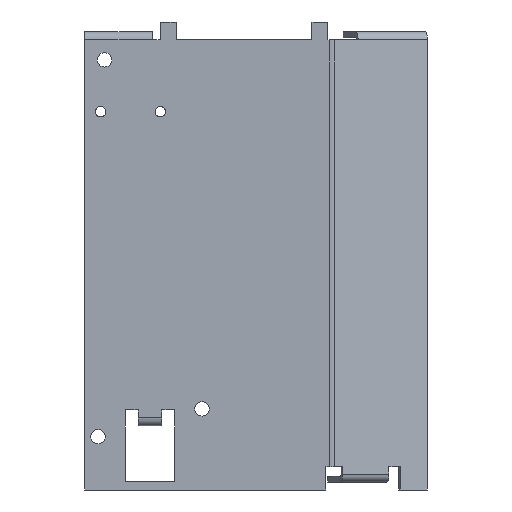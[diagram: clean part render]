
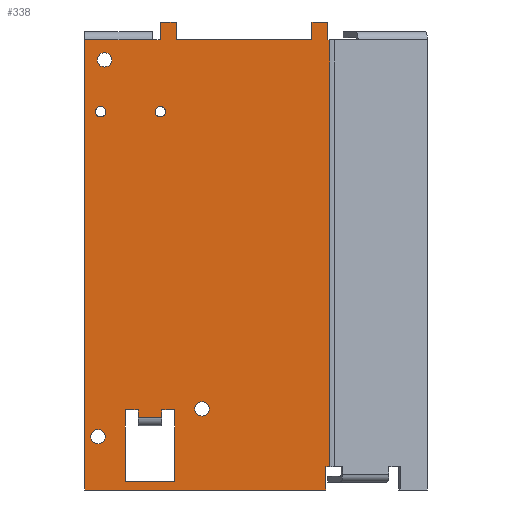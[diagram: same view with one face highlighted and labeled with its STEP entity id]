
A CAD part, front view. The second image highlights one B-rep face of the part: STEP entity #338.
In plain terms, the highlighted planar face has unit normal (0, -1, 0).
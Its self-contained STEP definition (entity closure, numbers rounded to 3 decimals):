
#261=FACE_BOUND('',#499,.T.);
#262=FACE_BOUND('',#500,.T.);
#263=FACE_BOUND('',#501,.T.);
#264=FACE_BOUND('',#502,.T.);
#265=FACE_BOUND('',#503,.T.);
#266=FACE_BOUND('',#504,.T.);
#267=FACE_BOUND('',#505,.T.);
#305=CIRCLE('',#1493,1.8);
#306=CIRCLE('',#1494,1.3);
#307=CIRCLE('',#1495,1.3);
#308=CIRCLE('',#1496,1.8);
#309=CIRCLE('',#1497,1.8);
#338=ADVANCED_FACE('',(#261,#262,#263,#264,#265,#266,#267),#401,.T.);
#401=PLANE('',#1498);
#499=EDGE_LOOP('',(#632,#633,#634,#635,#636,#637,#638,#639,#640,#641,#642,
#643,#644,#645,#646));
#500=EDGE_LOOP('',(#647));
#501=EDGE_LOOP('',(#648));
#502=EDGE_LOOP('',(#649));
#503=EDGE_LOOP('',(#650));
#504=EDGE_LOOP('',(#651));
#505=EDGE_LOOP('',(#652,#653,#654,#655,#656,#657,#658,#659));
#632=ORIENTED_EDGE('',*,*,#1042,.F.);
#633=ORIENTED_EDGE('',*,*,#1089,.F.);
#634=ORIENTED_EDGE('',*,*,#1090,.F.);
#635=ORIENTED_EDGE('',*,*,#1091,.F.);
#636=ORIENTED_EDGE('',*,*,#1036,.F.);
#637=ORIENTED_EDGE('',*,*,#1092,.F.);
#638=ORIENTED_EDGE('',*,*,#1084,.F.);
#639=ORIENTED_EDGE('',*,*,#1093,.F.);
#640=ORIENTED_EDGE('',*,*,#1094,.T.);
#641=ORIENTED_EDGE('',*,*,#1095,.T.);
#642=ORIENTED_EDGE('',*,*,#1096,.F.);
#643=ORIENTED_EDGE('',*,*,#1097,.F.);
#644=ORIENTED_EDGE('',*,*,#1098,.F.);
#645=ORIENTED_EDGE('',*,*,#1099,.F.);
#646=ORIENTED_EDGE('',*,*,#1100,.F.);
#647=ORIENTED_EDGE('',*,*,#1101,.T.);
#648=ORIENTED_EDGE('',*,*,#1102,.T.);
#649=ORIENTED_EDGE('',*,*,#1103,.T.);
#650=ORIENTED_EDGE('',*,*,#1104,.F.);
#651=ORIENTED_EDGE('',*,*,#1105,.F.);
#652=ORIENTED_EDGE('',*,*,#1106,.F.);
#653=ORIENTED_EDGE('',*,*,#1107,.F.);
#654=ORIENTED_EDGE('',*,*,#1108,.F.);
#655=ORIENTED_EDGE('',*,*,#1109,.F.);
#656=ORIENTED_EDGE('',*,*,#1110,.F.);
#657=ORIENTED_EDGE('',*,*,#1111,.F.);
#658=ORIENTED_EDGE('',*,*,#1112,.F.);
#659=ORIENTED_EDGE('',*,*,#1113,.F.);
#918=VERTEX_POINT('',#1920);
#919=VERTEX_POINT('',#1921);
#924=VERTEX_POINT('',#1932);
#925=VERTEX_POINT('',#1934);
#963=VERTEX_POINT('',#2017);
#964=VERTEX_POINT('',#2019);
#968=VERTEX_POINT('',#2029);
#969=VERTEX_POINT('',#2031);
#970=VERTEX_POINT('',#2035);
#971=VERTEX_POINT('',#2037);
#972=VERTEX_POINT('',#2039);
#973=VERTEX_POINT('',#2041);
#974=VERTEX_POINT('',#2043);
#975=VERTEX_POINT('',#2045);
#976=VERTEX_POINT('',#2047);
#977=VERTEX_POINT('',#2050);
#978=VERTEX_POINT('',#2052);
#979=VERTEX_POINT('',#2054);
#980=VERTEX_POINT('',#2056);
#981=VERTEX_POINT('',#2058);
#982=VERTEX_POINT('',#2060);
#983=VERTEX_POINT('',#2061);
#984=VERTEX_POINT('',#2063);
#985=VERTEX_POINT('',#2065);
#986=VERTEX_POINT('',#2067);
#987=VERTEX_POINT('',#2069);
#988=VERTEX_POINT('',#2071);
#989=VERTEX_POINT('',#2073);
#1036=EDGE_CURVE('',#918,#919,#1207,.T.);
#1042=EDGE_CURVE('',#924,#925,#1213,.T.);
#1084=EDGE_CURVE('',#963,#964,#1247,.T.);
#1089=EDGE_CURVE('',#968,#924,#1251,.T.);
#1090=EDGE_CURVE('',#969,#968,#1252,.T.);
#1091=EDGE_CURVE('',#919,#969,#1253,.T.);
#1092=EDGE_CURVE('',#964,#918,#1254,.T.);
#1093=EDGE_CURVE('',#970,#963,#1255,.T.);
#1094=EDGE_CURVE('',#970,#971,#1256,.T.);
#1095=EDGE_CURVE('',#971,#972,#1257,.T.);
#1096=EDGE_CURVE('',#973,#972,#1258,.T.);
#1097=EDGE_CURVE('',#974,#973,#1259,.T.);
#1098=EDGE_CURVE('',#975,#974,#1260,.T.);
#1099=EDGE_CURVE('',#976,#975,#1261,.T.);
#1100=EDGE_CURVE('',#925,#976,#1262,.T.);
#1101=EDGE_CURVE('',#977,#977,#305,.T.);
#1102=EDGE_CURVE('',#978,#978,#306,.T.);
#1103=EDGE_CURVE('',#979,#979,#307,.T.);
#1104=EDGE_CURVE('',#980,#980,#308,.T.);
#1105=EDGE_CURVE('',#981,#981,#309,.T.);
#1106=EDGE_CURVE('',#982,#983,#1263,.T.);
#1107=EDGE_CURVE('',#984,#982,#1264,.T.);
#1108=EDGE_CURVE('',#985,#984,#1265,.T.);
#1109=EDGE_CURVE('',#986,#985,#1266,.T.);
#1110=EDGE_CURVE('',#987,#986,#1267,.T.);
#1111=EDGE_CURVE('',#988,#987,#1268,.T.);
#1112=EDGE_CURVE('',#989,#988,#1269,.T.);
#1113=EDGE_CURVE('',#983,#989,#1270,.T.);
#1207=LINE('',#1919,#1342);
#1213=LINE('',#1933,#1348);
#1247=LINE('',#2018,#1382);
#1251=LINE('',#2028,#1386);
#1252=LINE('',#2030,#1387);
#1253=LINE('',#2032,#1388);
#1254=LINE('',#2033,#1389);
#1255=LINE('',#2034,#1390);
#1256=LINE('',#2036,#1391);
#1257=LINE('',#2038,#1392);
#1258=LINE('',#2040,#1393);
#1259=LINE('',#2042,#1394);
#1260=LINE('',#2044,#1395);
#1261=LINE('',#2046,#1396);
#1262=LINE('',#2048,#1397);
#1263=LINE('',#2059,#1398);
#1264=LINE('',#2062,#1399);
#1265=LINE('',#2064,#1400);
#1266=LINE('',#2066,#1401);
#1267=LINE('',#2068,#1402);
#1268=LINE('',#2070,#1403);
#1269=LINE('',#2072,#1404);
#1270=LINE('',#2074,#1405);
#1342=VECTOR('',#1581,1.);
#1348=VECTOR('',#1589,1.);
#1382=VECTOR('',#1647,1.);
#1386=VECTOR('',#1655,1.);
#1387=VECTOR('',#1656,1.);
#1388=VECTOR('',#1657,1.);
#1389=VECTOR('',#1658,1.);
#1390=VECTOR('',#1659,1.);
#1391=VECTOR('',#1660,1.);
#1392=VECTOR('',#1661,1.);
#1393=VECTOR('',#1662,1.);
#1394=VECTOR('',#1663,1.);
#1395=VECTOR('',#1664,1.);
#1396=VECTOR('',#1665,1.);
#1397=VECTOR('',#1666,1.);
#1398=VECTOR('',#1677,1.);
#1399=VECTOR('',#1678,1.);
#1400=VECTOR('',#1679,1.);
#1401=VECTOR('',#1680,1.);
#1402=VECTOR('',#1681,1.);
#1403=VECTOR('',#1682,1.);
#1404=VECTOR('',#1683,1.);
#1405=VECTOR('',#1684,1.);
#1493=AXIS2_PLACEMENT_3D('',#2049,#1667,#1668);
#1494=AXIS2_PLACEMENT_3D('',#2051,#1669,#1670);
#1495=AXIS2_PLACEMENT_3D('',#2053,#1671,#1672);
#1496=AXIS2_PLACEMENT_3D('',#2055,#1673,#1674);
#1497=AXIS2_PLACEMENT_3D('',#2057,#1675,#1676);
#1498=AXIS2_PLACEMENT_3D('',#2075,#1685,#1686);
#1581=DIRECTION('',(1.,0.,0.));
#1589=DIRECTION('',(1.,0.,0.));
#1647=DIRECTION('',(0.,0.,1.));
#1655=DIRECTION('',(0.,0.,-1.));
#1656=DIRECTION('',(1.,0.,0.));
#1657=DIRECTION('',(0.,0.,1.));
#1658=DIRECTION('',(1.,0.,0.));
#1659=DIRECTION('',(-1.,0.,0.));
#1660=DIRECTION('',(0.,0.,1.));
#1661=DIRECTION('',(1.,0.,0.));
#1662=DIRECTION('',(0.,0.,-1.));
#1663=DIRECTION('',(1.,0.,0.));
#1664=DIRECTION('',(0.,0.,-1.));
#1665=DIRECTION('',(1.,0.,0.));
#1666=DIRECTION('',(0.,0.,1.));
#1667=DIRECTION('',(0.,1.,0.));
#1668=DIRECTION('',(0.,0.,1.));
#1669=DIRECTION('',(0.,1.,0.));
#1670=DIRECTION('',(0.,0.,1.));
#1671=DIRECTION('',(0.,1.,0.));
#1672=DIRECTION('',(0.,0.,1.));
#1673=DIRECTION('',(0.,-1.,0.));
#1674=DIRECTION('',(0.,0.,-1.));
#1675=DIRECTION('',(0.,-1.,0.));
#1676=DIRECTION('',(0.,0.,-1.));
#1677=DIRECTION('',(0.,0.,1.));
#1678=DIRECTION('',(-1.,0.,0.));
#1679=DIRECTION('',(0.,0.,-1.));
#1680=DIRECTION('',(-1.,0.,0.));
#1681=DIRECTION('',(0.,0.,1.));
#1682=DIRECTION('',(1.,0.,0.));
#1683=DIRECTION('',(0.,0.,-1.));
#1684=DIRECTION('',(-1.,0.,0.));
#1685=DIRECTION('',(0.,-1.,0.));
#1686=DIRECTION('',(0.,0.,-1.));
#1919=CARTESIAN_POINT('',(23.502,0.,111.));
#1920=CARTESIAN_POINT('',(15.5,0.,111.));
#1921=CARTESIAN_POINT('',(17.5,0.,111.));
#1932=CARTESIAN_POINT('',(21.5,0.,111.));
#1933=CARTESIAN_POINT('',(23.502,0.,111.));
#1934=CARTESIAN_POINT('',(55.5,0.,111.));
#2017=CARTESIAN_POINT('',(-1.5,0.,-1.8));
#2018=CARTESIAN_POINT('',(-1.5,0.,0.));
#2019=CARTESIAN_POINT('',(-1.5,0.,111.));
#2028=CARTESIAN_POINT('',(21.5,0.,115.5));
#2029=CARTESIAN_POINT('',(21.5,0.,115.5));
#2030=CARTESIAN_POINT('',(17.5,0.,115.5));
#2031=CARTESIAN_POINT('',(17.5,0.,115.5));
#2032=CARTESIAN_POINT('',(17.5,0.,110.));
#2033=CARTESIAN_POINT('',(23.502,0.,111.));
#2034=CARTESIAN_POINT('',(59.,0.,-1.8));
#2035=CARTESIAN_POINT('',(59.,0.,-1.8));
#2036=CARTESIAN_POINT('',(59.,0.,-1.8));
#2037=CARTESIAN_POINT('',(59.,0.,4.));
#2038=CARTESIAN_POINT('',(47.5,0.,4.));
#2039=CARTESIAN_POINT('',(60.,0.,4.));
#2040=CARTESIAN_POINT('',(60.,0.,128.246));
#2041=CARTESIAN_POINT('',(60.,0.,111.));
#2042=CARTESIAN_POINT('',(23.502,0.,111.));
#2043=CARTESIAN_POINT('',(59.5,0.,111.));
#2044=CARTESIAN_POINT('',(59.5,0.,115.5));
#2045=CARTESIAN_POINT('',(59.5,0.,115.5));
#2046=CARTESIAN_POINT('',(55.5,0.,115.5));
#2047=CARTESIAN_POINT('',(55.5,0.,115.5));
#2048=CARTESIAN_POINT('',(55.5,0.,110.));
#2049=CARTESIAN_POINT('',(3.5,0.,106.));
#2050=CARTESIAN_POINT('',(3.5,0.,107.8));
#2051=CARTESIAN_POINT('',(17.5,0.,93.));
#2052=CARTESIAN_POINT('',(17.5,0.,94.3));
#2053=CARTESIAN_POINT('',(2.5,0.,93.));
#2054=CARTESIAN_POINT('',(2.5,0.,94.3));
#2055=CARTESIAN_POINT('',(1.86,0.,11.556));
#2056=CARTESIAN_POINT('',(1.86,0.,9.756));
#2057=CARTESIAN_POINT('',(27.94,0.,18.544));
#2058=CARTESIAN_POINT('',(27.94,0.,16.744));
#2059=CARTESIAN_POINT('',(11.95,0.,16.3));
#2060=CARTESIAN_POINT('',(11.95,0.,16.3));
#2061=CARTESIAN_POINT('',(11.95,0.,18.3));
#2062=CARTESIAN_POINT('',(17.85,0.,16.3));
#2063=CARTESIAN_POINT('',(17.85,0.,16.3));
#2064=CARTESIAN_POINT('',(17.85,0.,18.3));
#2065=CARTESIAN_POINT('',(17.85,0.,18.3));
#2066=CARTESIAN_POINT('',(21.05,0.,18.3));
#2067=CARTESIAN_POINT('',(21.05,0.,18.3));
#2068=CARTESIAN_POINT('',(21.05,0.,0.3));
#2069=CARTESIAN_POINT('',(21.05,0.,0.3));
#2070=CARTESIAN_POINT('',(8.75,0.,0.3));
#2071=CARTESIAN_POINT('',(8.75,0.,0.3));
#2072=CARTESIAN_POINT('',(8.75,0.,18.3));
#2073=CARTESIAN_POINT('',(8.75,0.,18.3));
#2074=CARTESIAN_POINT('',(11.95,0.,18.3));
#2075=CARTESIAN_POINT('',(47.5,0.,0.));
